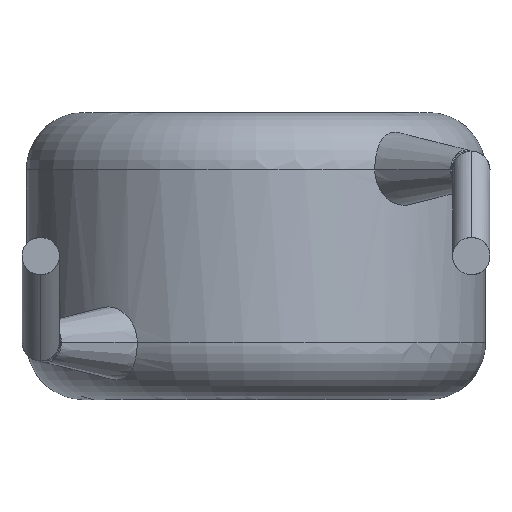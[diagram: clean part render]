
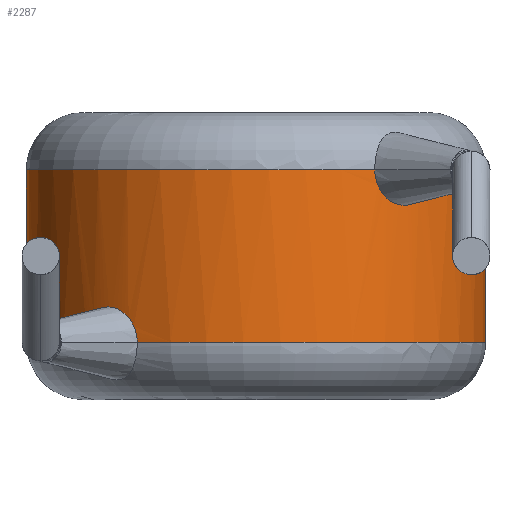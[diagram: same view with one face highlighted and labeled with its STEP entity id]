
A CAD part, front view. The second image highlights one B-rep face of the part: STEP entity #2287.
In plain terms, the highlighted cylindrical face has radius 4 mm (diameter 8 mm), a partial arc.
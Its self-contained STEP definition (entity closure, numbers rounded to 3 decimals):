
#39 = CARTESIAN_POINT ( 'NONE',  ( 0., 0., 5. ) ) ;
#130 = FACE_OUTER_BOUND ( 'NONE', #463, .T. ) ;
#157 = ORIENTED_EDGE ( 'NONE', *, *, #570, .F. ) ;
#275 = ORIENTED_EDGE ( 'NONE', *, *, #1245, .T. ) ;
#284 = CARTESIAN_POINT ( 'NONE',  ( -2.068, -3.424, 1. ) ) ;
#392 = CARTESIAN_POINT ( 'NONE',  ( 0., 0., 1. ) ) ;
#463 = EDGE_LOOP ( 'NONE', ( #3422, #524, #157, #1902, #1770, #1200, #1415, #275 ) ) ;
#467 = VERTEX_POINT ( 'NONE', #818 ) ;
#500 = B_SPLINE_CURVE_WITH_KNOTS ( 'NONE', 3,
 ( #2574, #1263, #1320, #2899, #3555, #957, #2251, #4192, #2932, #1289 ),
 .UNSPECIFIED., .F., .F.,
 ( 4, 2, 2, 2, 4 ),
 ( 0., 0., 0.001, 0.001, 0.002 ),
 .UNSPECIFIED. ) ;
#524 = ORIENTED_EDGE ( 'NONE', *, *, #3647, .T. ) ;
#570 = EDGE_CURVE ( 'NONE', #929, #3014, #1451, .T. ) ;
#635 = CARTESIAN_POINT ( 'NONE',  ( 0., 0., 4. ) ) ;
#813 = DIRECTION ( 'NONE',  ( 0., 0., -1. ) ) ;
#818 = CARTESIAN_POINT ( 'NONE',  ( 4., 0., 4. ) ) ;
#897 = CARTESIAN_POINT ( 'NONE',  ( 2.452, -3.164, 3.385 ) ) ;
#919 = CARTESIAN_POINT ( 'NONE',  ( 4., 0., 1. ) ) ;
#929 = VERTEX_POINT ( 'NONE', #2870 ) ;
#957 = CARTESIAN_POINT ( 'NONE',  ( -2.7, -2.956, 1.616 ) ) ;
#1109 = EDGE_CURVE ( 'NONE', #467, #1465, #1174, .T. ) ;
#1169 = DIRECTION ( 'NONE',  ( 0., 0., 1. ) ) ;
#1174 = LINE ( 'NONE', #2049, #2798 ) ;
#1190 = DIRECTION ( 'NONE',  ( 1., 0., 0. ) ) ;
#1200 = ORIENTED_EDGE ( 'NONE', *, *, #1325, .T. ) ;
#1234 = CARTESIAN_POINT ( 'NONE',  ( 2.816, -2.844, 3.449 ) ) ;
#1244 = VERTEX_POINT ( 'NONE', #1813 ) ;
#1245 = EDGE_CURVE ( 'NONE', #1354, #1465, #3001, .T. ) ;
#1263 = CARTESIAN_POINT ( 'NONE',  ( -2.068, -3.424, 1.164 ) ) ;
#1283 = DIRECTION ( 'NONE',  ( 0., 0., -1. ) ) ;
#1289 = CARTESIAN_POINT ( 'NONE',  ( -3.022, -2.621, 1. ) ) ;
#1320 = CARTESIAN_POINT ( 'NONE',  ( -2.128, -3.389, 1.324 ) ) ;
#1325 = EDGE_CURVE ( 'NONE', #1244, #2039, #3206, .T. ) ;
#1354 = VERTEX_POINT ( 'NONE', #284 ) ;
#1372 = EDGE_CURVE ( 'NONE', #1354, #2039, #500, .T. ) ;
#1415 = ORIENTED_EDGE ( 'NONE', *, *, #1372, .F. ) ;
#1451 = B_SPLINE_CURVE_WITH_KNOTS ( 'NONE', 3,
 ( #3117, #4085, #4152, #1863, #897, #3175, #1234, #2855, #2485, #2581 ),
 .UNSPECIFIED., .F., .F.,
 ( 4, 2, 2, 2, 4 ),
 ( 0., 0., 0.001, 0.001, 0.002 ),
 .UNSPECIFIED. ) ;
#1465 = VERTEX_POINT ( 'NONE', #919 ) ;
#1738 = DIRECTION ( 'NONE',  ( 0., 0., -1. ) ) ;
#1770 = ORIENTED_EDGE ( 'NONE', *, *, #2457, .T. ) ;
#1813 = CARTESIAN_POINT ( 'NONE',  ( -4., 0., 1. ) ) ;
#1863 = CARTESIAN_POINT ( 'NONE',  ( 2.321, -3.26, 3.45 ) ) ;
#1890 = VERTEX_POINT ( 'NONE', #3543 ) ;
#1902 = ORIENTED_EDGE ( 'NONE', *, *, #2808, .T. ) ;
#1936 = DIRECTION ( 'NONE',  ( 1., 0., 0. ) ) ;
#1960 = CIRCLE ( 'NONE', #3085, 4. ) ;
#2039 = VERTEX_POINT ( 'NONE', #3590 ) ;
#2049 = CARTESIAN_POINT ( 'NONE',  ( 4., 0., 5. ) ) ;
#2110 = DIRECTION ( 'NONE',  ( 0., 0., -1. ) ) ;
#2166 = DIRECTION ( 'NONE',  ( -1., 0., 0. ) ) ;
#2242 = AXIS2_PLACEMENT_3D ( 'NONE', #3444, #1169, #1190 ) ;
#2251 = CARTESIAN_POINT ( 'NONE',  ( -2.816, -2.844, 1.551 ) ) ;
#2287 = ADVANCED_FACE ( 'NONE', ( #130 ), #2383, .T. ) ;
#2383 = CYLINDRICAL_SURFACE ( 'NONE', #3763, 4. ) ;
#2438 = CARTESIAN_POINT ( 'NONE',  ( 3.022, -2.621, 4. ) ) ;
#2457 = EDGE_CURVE ( 'NONE', #1890, #1244, #3143, .T. ) ;
#2485 = CARTESIAN_POINT ( 'NONE',  ( 3.022, -2.621, 3.836 ) ) ;
#2537 = CARTESIAN_POINT ( 'NONE',  ( 0., 0., 4. ) ) ;
#2574 = CARTESIAN_POINT ( 'NONE',  ( -2.068, -3.424, 1. ) ) ;
#2581 = CARTESIAN_POINT ( 'NONE',  ( 3.022, -2.621, 4. ) ) ;
#2798 = VECTOR ( 'NONE', #1738, 1000. ) ;
#2808 = EDGE_CURVE ( 'NONE', #929, #1890, #1960, .T. ) ;
#2855 = CARTESIAN_POINT ( 'NONE',  ( 2.977, -2.674, 3.677 ) ) ;
#2870 = CARTESIAN_POINT ( 'NONE',  ( 2.068, -3.424, 4. ) ) ;
#2899 = CARTESIAN_POINT ( 'NONE',  ( -2.321, -3.26, 1.55 ) ) ;
#2932 = CARTESIAN_POINT ( 'NONE',  ( -3.022, -2.621, 1.164 ) ) ;
#3001 = CIRCLE ( 'NONE', #2242, 4. ) ;
#3008 = DIRECTION ( 'NONE',  ( 1., 0., 0. ) ) ;
#3014 = VERTEX_POINT ( 'NONE', #2438 ) ;
#3085 = AXIS2_PLACEMENT_3D ( 'NONE', #2537, #1283, #3849 ) ;
#3095 = CARTESIAN_POINT ( 'NONE',  ( -4., 0., 5. ) ) ;
#3117 = CARTESIAN_POINT ( 'NONE',  ( 2.068, -3.424, 4. ) ) ;
#3143 = LINE ( 'NONE', #3095, #3884 ) ;
#3175 = CARTESIAN_POINT ( 'NONE',  ( 2.7, -2.956, 3.384 ) ) ;
#3203 = CIRCLE ( 'NONE', #3671, 4. ) ;
#3206 = CIRCLE ( 'NONE', #4200, 4. ) ;
#3275 = DIRECTION ( 'NONE',  ( 0., 0., -1. ) ) ;
#3422 = ORIENTED_EDGE ( 'NONE', *, *, #1109, .F. ) ;
#3444 = CARTESIAN_POINT ( 'NONE',  ( 0., 0., 1. ) ) ;
#3543 = CARTESIAN_POINT ( 'NONE',  ( -4., 0., 4. ) ) ;
#3555 = CARTESIAN_POINT ( 'NONE',  ( -2.452, -3.164, 1.615 ) ) ;
#3590 = CARTESIAN_POINT ( 'NONE',  ( -3.022, -2.621, 1. ) ) ;
#3647 = EDGE_CURVE ( 'NONE', #467, #3014, #3203, .T. ) ;
#3657 = DIRECTION ( 'NONE',  ( 0., 0., 1. ) ) ;
#3671 = AXIS2_PLACEMENT_3D ( 'NONE', #635, #3275, #1936 ) ;
#3763 = AXIS2_PLACEMENT_3D ( 'NONE', #39, #813, #2166 ) ;
#3849 = DIRECTION ( 'NONE',  ( 1., 0., 0. ) ) ;
#3884 = VECTOR ( 'NONE', #2110, 1000. ) ;
#4085 = CARTESIAN_POINT ( 'NONE',  ( 2.068, -3.424, 3.836 ) ) ;
#4152 = CARTESIAN_POINT ( 'NONE',  ( 2.128, -3.389, 3.676 ) ) ;
#4192 = CARTESIAN_POINT ( 'NONE',  ( -2.977, -2.674, 1.323 ) ) ;
#4200 = AXIS2_PLACEMENT_3D ( 'NONE', #392, #3657, #3008 ) ;
